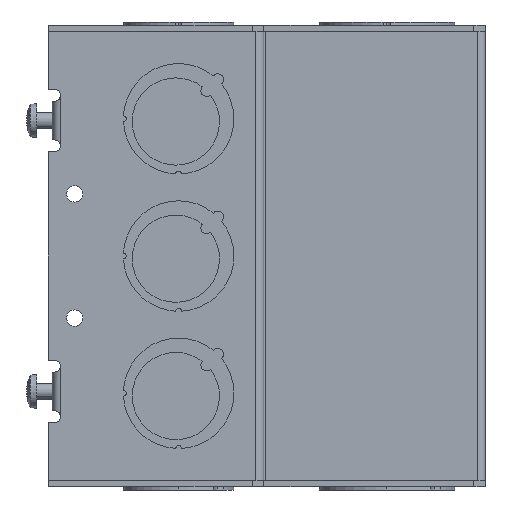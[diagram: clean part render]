
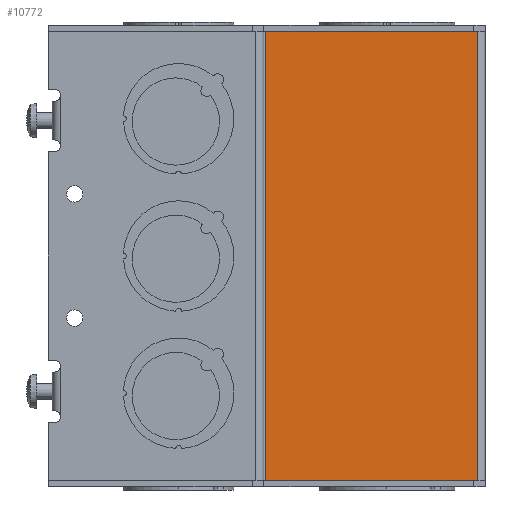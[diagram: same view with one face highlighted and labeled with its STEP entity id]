
A CAD part, left-side view. The second image highlights one B-rep face of the part: STEP entity #10772.
In plain terms, the highlighted planar face has unit normal (-1, 0, 0).
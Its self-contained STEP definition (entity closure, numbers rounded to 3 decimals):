
#289 = LINE ( 'NONE', #5188, #15308 ) ;
#326 = VERTEX_POINT ( 'NONE', #9797 ) ;
#1691 = CARTESIAN_POINT ( 'NONE',  ( -25.4, -55.05, 57.95 ) ) ;
#3127 = CARTESIAN_POINT ( 'NONE',  ( -25.4, 0., 57.95 ) ) ;
#3378 = EDGE_LOOP ( 'NONE', ( #9780, #8707, #15068, #5118 ) ) ;
#3676 = VERTEX_POINT ( 'NONE', #8292 ) ;
#4338 = DIRECTION ( 'NONE',  ( 0., 1., 0. ) ) ;
#5118 = ORIENTED_EDGE ( 'NONE', *, *, #7457, .T. ) ;
#5135 = VERTEX_POINT ( 'NONE', #13673 ) ;
#5188 = CARTESIAN_POINT ( 'NONE',  ( -25.4, 0., 57.95 ) ) ;
#5313 = VERTEX_POINT ( 'NONE', #12134 ) ;
#7302 = AXIS2_PLACEMENT_3D ( 'NONE', #3127, #10362, #4338 ) ;
#7305 = VECTOR ( 'NONE', #8661, 1000. ) ;
#7457 = EDGE_CURVE ( 'NONE', #5313, #3676, #11232, .T. ) ;
#7620 = EDGE_CURVE ( 'NONE', #5313, #5135, #289, .T. ) ;
#8031 = LINE ( 'NONE', #1691, #9355 ) ;
#8292 = CARTESIAN_POINT ( 'NONE',  ( -25.4, -0.5, -57.95 ) ) ;
#8655 = CARTESIAN_POINT ( 'NONE',  ( -25.4, 0., -57.95 ) ) ;
#8661 = DIRECTION ( 'NONE',  ( 0., 0., -1. ) ) ;
#8707 = ORIENTED_EDGE ( 'NONE', *, *, #12115, .F. ) ;
#9355 = VECTOR ( 'NONE', #10366, 1000. ) ;
#9780 = ORIENTED_EDGE ( 'NONE', *, *, #14100, .T. ) ;
#9797 = CARTESIAN_POINT ( 'NONE',  ( -25.4, -55.05, -57.95 ) ) ;
#9856 = CARTESIAN_POINT ( 'NONE',  ( -25.4, -0.5, 57.95 ) ) ;
#9878 = VECTOR ( 'NONE', #14765, 1000. ) ;
#10362 = DIRECTION ( 'NONE',  ( 1., 0., 0. ) ) ;
#10366 = DIRECTION ( 'NONE',  ( 0., 0., -1. ) ) ;
#10772 = ADVANCED_FACE ( 'NONE', ( #12862 ), #13974, .F. ) ;
#11232 = LINE ( 'NONE', #9856, #7305 ) ;
#12115 = EDGE_CURVE ( 'NONE', #5135, #326, #8031, .T. ) ;
#12134 = CARTESIAN_POINT ( 'NONE',  ( -25.4, -0.5, 57.95 ) ) ;
#12344 = LINE ( 'NONE', #8655, #9878 ) ;
#12862 = FACE_OUTER_BOUND ( 'NONE', #3378, .T. ) ;
#13673 = CARTESIAN_POINT ( 'NONE',  ( -25.4, -55.05, 57.95 ) ) ;
#13948 = DIRECTION ( 'NONE',  ( 0., -1., 0. ) ) ;
#13974 = PLANE ( 'NONE',  #7302 ) ;
#14100 = EDGE_CURVE ( 'NONE', #3676, #326, #12344, .T. ) ;
#14765 = DIRECTION ( 'NONE',  ( 0., -1., 0. ) ) ;
#15068 = ORIENTED_EDGE ( 'NONE', *, *, #7620, .F. ) ;
#15308 = VECTOR ( 'NONE', #13948, 1000. ) ;
